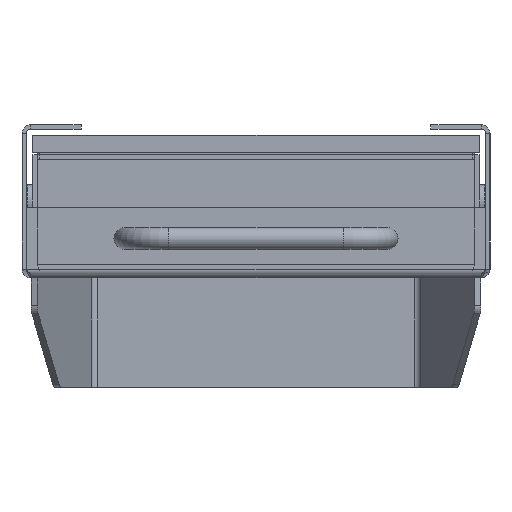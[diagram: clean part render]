
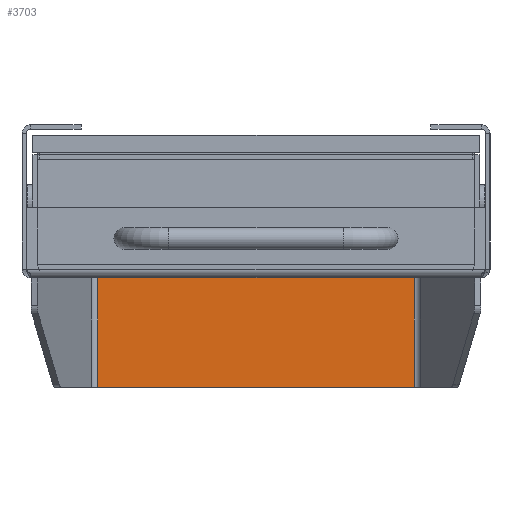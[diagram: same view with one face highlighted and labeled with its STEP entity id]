
A CAD part, left-side view. The second image highlights one B-rep face of the part: STEP entity #3703.
In plain terms, the highlighted planar face has unit normal (-1, 0, 0).
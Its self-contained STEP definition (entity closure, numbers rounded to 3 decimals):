
#176=PLANE('',#4024);
#343=FACE_OUTER_BOUND('',#576,.T.);
#576=EDGE_LOOP('',(#2732,#2733,#2734,#2735));
#856=LINE('',#5621,#1195);
#860=LINE('',#5636,#1199);
#863=LINE('',#5642,#1202);
#864=LINE('',#5644,#1203);
#1195=VECTOR('',#4642,10.);
#1199=VECTOR('',#4660,10.);
#1202=VECTOR('',#4669,10.);
#1203=VECTOR('',#4672,10.);
#1659=VERTEX_POINT('',#5613);
#1660=VERTEX_POINT('',#5619);
#1663=VERTEX_POINT('',#5629);
#1664=VERTEX_POINT('',#5635);
#2026=EDGE_CURVE('',#1659,#1660,#856,.T.);
#2033=EDGE_CURVE('',#1664,#1663,#860,.T.);
#2037=EDGE_CURVE('',#1659,#1663,#863,.T.);
#2038=EDGE_CURVE('',#1664,#1660,#864,.T.);
#2732=ORIENTED_EDGE('',*,*,#2026,.T.);
#2733=ORIENTED_EDGE('',*,*,#2038,.F.);
#2734=ORIENTED_EDGE('',*,*,#2033,.T.);
#2735=ORIENTED_EDGE('',*,*,#2037,.F.);
#3703=ADVANCED_FACE('',(#343),#176,.F.);
#4024=AXIS2_PLACEMENT_3D('',#5643,#4670,#4671);
#4642=DIRECTION('',(0.,0.,1.));
#4660=DIRECTION('',(0.,0.,-1.));
#4669=DIRECTION('',(0.,1.,0.));
#4670=DIRECTION('center_axis',(1.,0.,0.));
#4671=DIRECTION('ref_axis',(0.,0.,
-1.));
#4672=DIRECTION('',(0.,-1.,0.));
#5613=CARTESIAN_POINT('',(-56.,-72.396,-50.));
#5619=CARTESIAN_POINT('',(-56.,-72.396,0.));
#5621=CARTESIAN_POINT('',(-56.,-72.396,-12.5));
#5629=CARTESIAN_POINT('',(-56.,72.396,-50.));
#5635=CARTESIAN_POINT('',(-56.,72.396,0.));
#5636=CARTESIAN_POINT('',(-56.,72.396,-37.5));
#5642=CARTESIAN_POINT('',(-56.,-77.,-50.));
#5643=CARTESIAN_POINT('Origin',(-56.,0.,-25.));
#5644=CARTESIAN_POINT('',(-56.,0.,0.));
